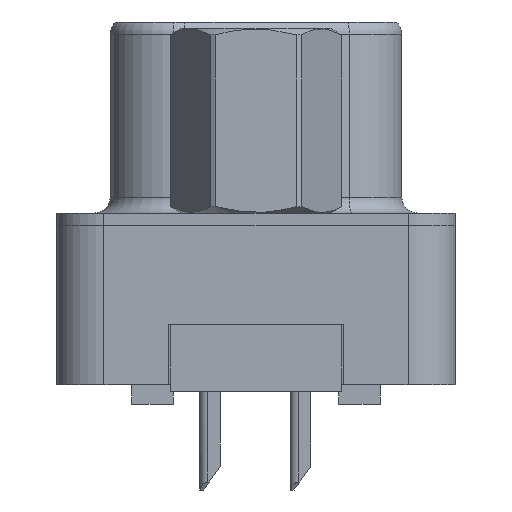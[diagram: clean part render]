
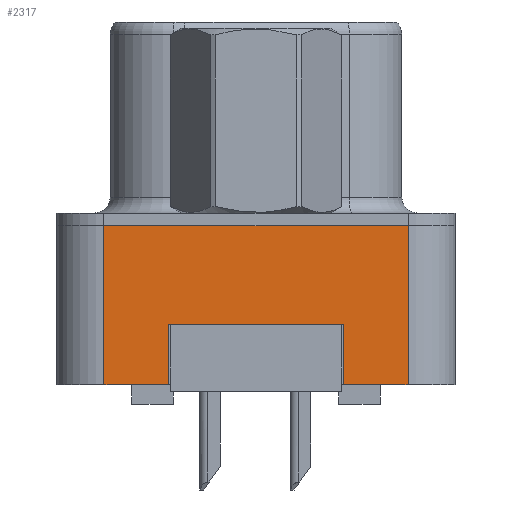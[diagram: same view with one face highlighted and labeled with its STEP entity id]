
A CAD part, left-side view. The second image highlights one B-rep face of the part: STEP entity #2317.
In plain terms, the highlighted planar face has unit normal (-1, 0, 0).
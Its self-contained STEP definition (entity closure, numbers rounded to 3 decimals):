
#247 = EDGE_CURVE ( 'NONE', #13694, #15786, #10907, .T. ) ;
#579 = DIRECTION ( 'NONE',  ( 0., 1., 0. ) ) ;
#609 = ORIENTED_EDGE ( 'NONE', *, *, #17428, .F. ) ;
#660 = CARTESIAN_POINT ( 'NONE',  ( -2.91, -4.775, -5. ) ) ;
#1145 = LINE ( 'NONE', #14915, #15132 ) ;
#1728 = EDGE_CURVE ( 'NONE', #16404, #16002, #8145, .T. ) ;
#2317 = ADVANCED_FACE ( 'NONE', ( #8514 ), #11729, .T. ) ;
#2662 = EDGE_CURVE ( 'NONE', #10458, #13694, #6488, .T. ) ;
#2864 = VECTOR ( 'NONE', #18310, 1000. ) ;
#3571 = VERTEX_POINT ( 'NONE', #3782 ) ;
#3633 = VECTOR ( 'NONE', #18761, 1000. ) ;
#3654 = ORIENTED_EDGE ( 'NONE', *, *, #11467, .F. ) ;
#3782 = CARTESIAN_POINT ( 'NONE',  ( -2.91, 2.75, -5. ) ) ;
#3886 = DIRECTION ( 'NONE',  ( 0., 0., 1. ) ) ;
#3980 = CARTESIAN_POINT ( 'NONE',  ( -2.91, -4.775, -5. ) ) ;
#4346 = LINE ( 'NONE', #5562, #8537 ) ;
#5020 = ORIENTED_EDGE ( 'NONE', *, *, #1728, .F. ) ;
#5431 = ORIENTED_EDGE ( 'NONE', *, *, #7709, .T. ) ;
#5432 = CARTESIAN_POINT ( 'NONE',  ( -2.91, -2.75, -5. ) ) ;
#5548 = CARTESIAN_POINT ( 'NONE',  ( -2.91, -4.775, -5. ) ) ;
#5562 = CARTESIAN_POINT ( 'NONE',  ( -2.91, 2.75, -3.1 ) ) ;
#6337 = VERTEX_POINT ( 'NONE', #15986 ) ;
#6461 = VECTOR ( 'NONE', #18240, 1000. ) ;
#6488 = LINE ( 'NONE', #11027, #3633 ) ;
#6549 = EDGE_CURVE ( 'NONE', #16404, #10458, #18502, .T. ) ;
#7014 = ORIENTED_EDGE ( 'NONE', *, *, #247, .T. ) ;
#7504 = VECTOR ( 'NONE', #579, 1000. ) ;
#7709 = EDGE_CURVE ( 'NONE', #18158, #3571, #13191, .T. ) ;
#7929 = ORIENTED_EDGE ( 'NONE', *, *, #6549, .T. ) ;
#8145 = LINE ( 'NONE', #11072, #7504 ) ;
#8514 = FACE_OUTER_BOUND ( 'NONE', #9210, .T. ) ;
#8537 = VECTOR ( 'NONE', #16116, 1000. ) ;
#8893 = CARTESIAN_POINT ( 'NONE',  ( -2.91, 2.75, -3.1 ) ) ;
#8898 = DIRECTION ( 'NONE',  ( 0., 0., 1. ) ) ;
#9210 = EDGE_LOOP ( 'NONE', ( #7929, #18106, #7014, #18163, #609, #5431, #3654, #5020 ) ) ;
#9296 = CARTESIAN_POINT ( 'NONE',  ( -2.91, -4.775, -5. ) ) ;
#10218 = DIRECTION ( 'NONE',  ( -1., 0., 0. ) ) ;
#10458 = VERTEX_POINT ( 'NONE', #5432 ) ;
#10907 = LINE ( 'NONE', #9296, #11763 ) ;
#11027 = CARTESIAN_POINT ( 'NONE',  ( -2.91, -4.775, -5. ) ) ;
#11072 = CARTESIAN_POINT ( 'NONE',  ( -2.91, 2.75, -3.1 ) ) ;
#11467 = EDGE_CURVE ( 'NONE', #16002, #3571, #4346, .T. ) ;
#11729 = PLANE ( 'NONE',  #15846 ) ;
#11763 = VECTOR ( 'NONE', #16622, 1000. ) ;
#12481 = CARTESIAN_POINT ( 'NONE',  ( -2.91, 4.775, -5. ) ) ;
#13191 = LINE ( 'NONE', #5548, #14755 ) ;
#13391 = CARTESIAN_POINT ( 'NONE',  ( -2.91, -2.75, -3.1 ) ) ;
#13526 = LINE ( 'NONE', #13726, #6461 ) ;
#13694 = VERTEX_POINT ( 'NONE', #3980 ) ;
#13726 = CARTESIAN_POINT ( 'NONE',  ( -2.91, -4.775, 0. ) ) ;
#14755 = VECTOR ( 'NONE', #17907, 1000. ) ;
#14915 = CARTESIAN_POINT ( 'NONE',  ( -2.91, 4.775, -5. ) ) ;
#15132 = VECTOR ( 'NONE', #8898, 1000. ) ;
#15786 = VERTEX_POINT ( 'NONE', #18853 ) ;
#15846 = AXIS2_PLACEMENT_3D ( 'NONE', #660, #10218, #3886 ) ;
#15986 = CARTESIAN_POINT ( 'NONE',  ( -2.91, 4.775, 0. ) ) ;
#16002 = VERTEX_POINT ( 'NONE', #8893 ) ;
#16116 = DIRECTION ( 'NONE',  ( 0., 0., -1. ) ) ;
#16404 = VERTEX_POINT ( 'NONE', #13391 ) ;
#16622 = DIRECTION ( 'NONE',  ( 0., 0., 1. ) ) ;
#16793 = CARTESIAN_POINT ( 'NONE',  ( -2.91, -2.75, -3.1 ) ) ;
#17428 = EDGE_CURVE ( 'NONE', #18158, #6337, #1145, .T. ) ;
#17473 = EDGE_CURVE ( 'NONE', #6337, #15786, #13526, .T. ) ;
#17907 = DIRECTION ( 'NONE',  ( 0., -1., 0. ) ) ;
#18106 = ORIENTED_EDGE ( 'NONE', *, *, #2662, .T. ) ;
#18158 = VERTEX_POINT ( 'NONE', #12481 ) ;
#18163 = ORIENTED_EDGE ( 'NONE', *, *, #17473, .F. ) ;
#18240 = DIRECTION ( 'NONE',  ( 0., -1., 0. ) ) ;
#18310 = DIRECTION ( 'NONE',  ( 0., 0., -1. ) ) ;
#18502 = LINE ( 'NONE', #16793, #2864 ) ;
#18761 = DIRECTION ( 'NONE',  ( 0., -1., 0. ) ) ;
#18853 = CARTESIAN_POINT ( 'NONE',  ( -2.91, -4.775, 0. ) ) ;
